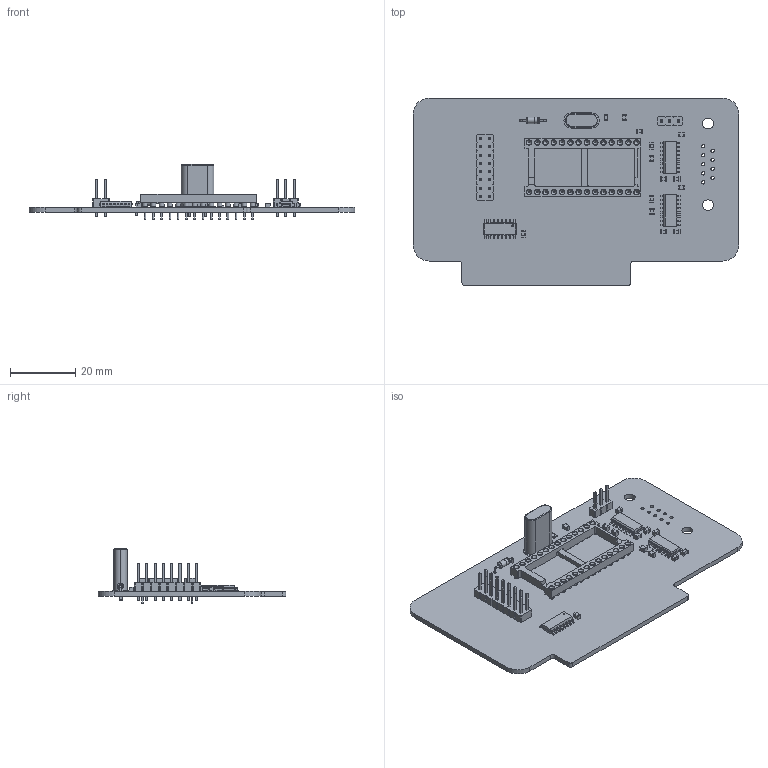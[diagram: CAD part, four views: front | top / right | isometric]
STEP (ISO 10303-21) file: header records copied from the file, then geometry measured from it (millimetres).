
FILE_DESCRIPTION(('KiCad electronic assembly'),'2;1');
FILE_NAME('Serial Card Pro.step','2025-09-09T15:55:50',('Pcbnew'),( 'Kicad'),'Open CASCADE STEP processor 7.8','KiCad to STEP converter' ,'Unknown');
FILE_SCHEMA(('AUTOMOTIVE_DESIGN { 1 0 10303 214 1 1 1 1 }'));
Length unit declared in the file: millimetre
Products named in the file (12): Serial Card Pro 1; C_0805_2012Metric; Crystal_HC49-U_Vertical; R_0805_2012Metric; SOIC-16_3.9x9.9mm_P1.27mm; PRT-00429; DIP-28_W15.24mm_Socket; D_DO-35_SOD27_P7.62mm_Horizontal; Serial Card Pro 1.13; PinHeader_1x03_P2.54mm_Vertical; PinHeader_2x08_P2.54mm_Vertical; Serial Card Pro_PCB
Assembly tree (24 placements, depth 2):
  Serial Card Pro 1
    C_0805_2012Metric  x13
    Crystal_HC49-U_Vertical
    R_0805_2012Metric
    SOIC-16_3.9x9.9mm_P1.27mm
    PRT-00429
    DIP-28_W15.24mm_Socket
    D_DO-35_SOD27_P7.62mm_Horizontal
    Serial Card Pro 1.13  x2
    PinHeader_1x03_P2.54mm_Vertical
    PinHeader_2x08_P2.54mm_Vertical
    Serial Card Pro_PCB
Bounding box: 100 x 57.62 x 16.88 mm (x, y, z)
Volume: 9870 mm3; surface area: 14864.7 mm2
Topology: 56 solids, 56 shells, 2048 faces, 4873 edges, 3146 vertices
Faces by surface type: plane 1372, cylinder 568, cone 84, bspline 16, torus 8
Full cylindrical faces by diameter (mm): 0.5 x5, 0.508 x56, 0.8 x32, 1 x19, 1.016 x9, 1.524 x28, 1.724 x28, 2 x2, 2.02 x1, 3.302 x2
Entity records: 50398 total; most frequent: DIRECTION 7191, CARTESIAN_POINT 7140, ORIENTED_EDGE 6804, EDGE_CURVE 3402, LINE 2529, VECTOR 2529, AXIS2_PLACEMENT_3D 2331, VERTEX_POINT 2168
